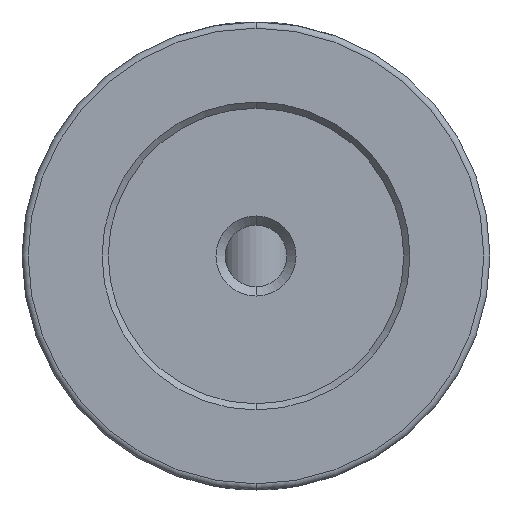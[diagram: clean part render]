
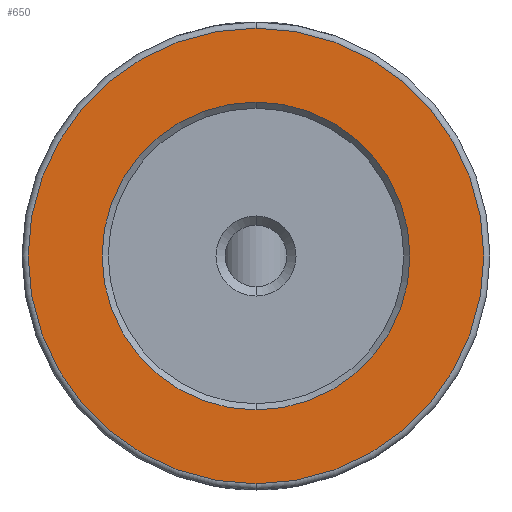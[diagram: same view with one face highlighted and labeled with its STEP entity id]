
A CAD part, front view. The second image highlights one B-rep face of the part: STEP entity #650.
In plain terms, the highlighted planar face has unit normal (0, -1, 0).
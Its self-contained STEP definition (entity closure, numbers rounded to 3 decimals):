
#13 = AXIS2_PLACEMENT_3D ( 'NONE', #491, #893, #814 ) ;
#15 = ORIENTED_EDGE ( 'NONE', *, *, #700, .T. ) ;
#19 = DIRECTION ( 'NONE',  ( 0., 0., 1. ) ) ;
#58 = ORIENTED_EDGE ( 'NONE', *, *, #143, .T. ) ;
#70 = DIRECTION ( 'NONE',  ( 0., 1., 0. ) ) ;
#96 = CIRCLE ( 'NONE', #13, 18.5 ) ;
#102 = DIRECTION ( 'NONE',  ( 0., 0., 1. ) ) ;
#109 = DIRECTION ( 'NONE',  ( 0., 1., 0. ) ) ;
#143 = EDGE_CURVE ( 'NONE', #407, #152, #96, .T. ) ;
#152 = VERTEX_POINT ( 'NONE', #802 ) ;
#158 = CIRCLE ( 'NONE', #738, 18.5 ) ;
#160 = AXIS2_PLACEMENT_3D ( 'NONE', #439, #754, #290 ) ;
#187 = CARTESIAN_POINT ( 'NONE',  ( -85.227, -104.261, 400. ) ) ;
#290 = DIRECTION ( 'NONE',  ( 0., 0., 1. ) ) ;
#318 = EDGE_CURVE ( 'NONE', #912, #884, #438, .T. ) ;
#329 = CARTESIAN_POINT ( 'NONE',  ( -85.227, -104.261, 387.5 ) ) ;
#407 = VERTEX_POINT ( 'NONE', #918 ) ;
#438 = CIRCLE ( 'NONE', #160, 12.5 ) ;
#439 = CARTESIAN_POINT ( 'NONE',  ( -85.227, -104.261, 400. ) ) ;
#491 = CARTESIAN_POINT ( 'NONE',  ( -85.227, -104.261, 400. ) ) ;
#501 = FACE_BOUND ( 'NONE', #536, .T. ) ;
#511 = EDGE_CURVE ( 'NONE', #884, #912, #680, .T. ) ;
#536 = EDGE_LOOP ( 'NONE', ( #711, #660 ) ) ;
#582 = FACE_OUTER_BOUND ( 'NONE', #896, .T. ) ;
#650 = ADVANCED_FACE ( 'NONE', ( #501, #582 ), #813, .F. ) ;
#660 = ORIENTED_EDGE ( 'NONE', *, *, #511, .T. ) ;
#680 = CIRCLE ( 'NONE', #805, 12.5 ) ;
#700 = EDGE_CURVE ( 'NONE', #152, #407, #158, .T. ) ;
#706 = CARTESIAN_POINT ( 'NONE',  ( -85.227, -104.261, 400. ) ) ;
#711 = ORIENTED_EDGE ( 'NONE', *, *, #318, .T. ) ;
#731 = CARTESIAN_POINT ( 'NONE',  ( -85.227, -104.261, 412.5 ) ) ;
#738 = AXIS2_PLACEMENT_3D ( 'NONE', #955, #804, #102 ) ;
#754 = DIRECTION ( 'NONE',  ( 0., 1., 0. ) ) ;
#802 = CARTESIAN_POINT ( 'NONE',  ( -85.227, -104.261, 381.5 ) ) ;
#804 = DIRECTION ( 'NONE',  ( 0., -1., 0. ) ) ;
#805 = AXIS2_PLACEMENT_3D ( 'NONE', #706, #70, #851 ) ;
#813 = PLANE ( 'NONE',  #921 ) ;
#814 = DIRECTION ( 'NONE',  ( 0., 0., 1. ) ) ;
#851 = DIRECTION ( 'NONE',  ( 0., 0., 1. ) ) ;
#884 = VERTEX_POINT ( 'NONE', #329 ) ;
#893 = DIRECTION ( 'NONE',  ( 0., -1., 0. ) ) ;
#896 = EDGE_LOOP ( 'NONE', ( #58, #15 ) ) ;
#912 = VERTEX_POINT ( 'NONE', #731 ) ;
#918 = CARTESIAN_POINT ( 'NONE',  ( -85.227, -104.261, 418.5 ) ) ;
#921 = AXIS2_PLACEMENT_3D ( 'NONE', #187, #109, #19 ) ;
#955 = CARTESIAN_POINT ( 'NONE',  ( -85.227, -104.261, 400. ) ) ;
